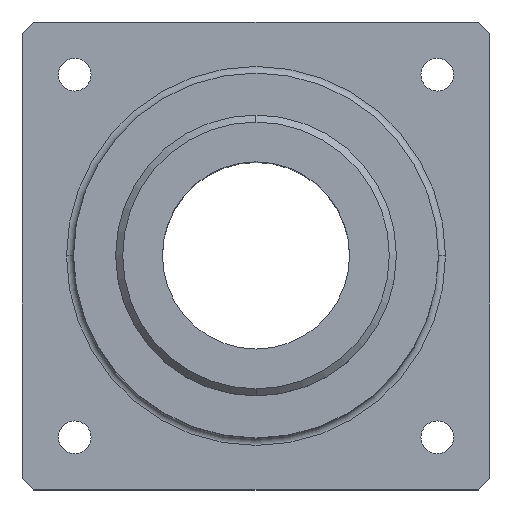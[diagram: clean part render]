
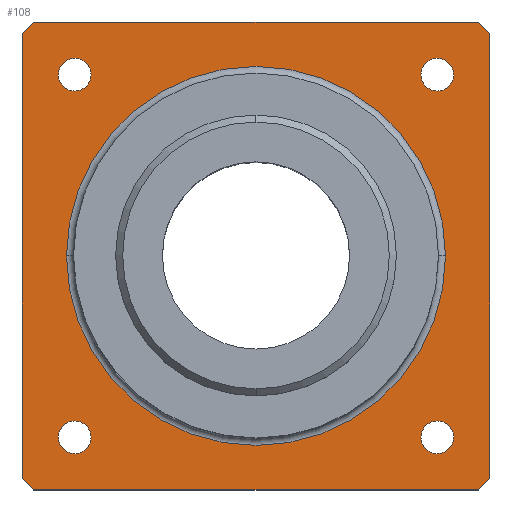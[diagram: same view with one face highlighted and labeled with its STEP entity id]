
A CAD part, top view. The second image highlights one B-rep face of the part: STEP entity #108.
In plain terms, the highlighted planar face has unit normal (0, 0, 1).
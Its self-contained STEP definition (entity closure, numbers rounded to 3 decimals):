
#108 = ADVANCED_FACE( '', ( #180, #181, #182, #183, #184, #185 ), #186, .T. );
#180 = FACE_BOUND( '', #263, .T. );
#181 = FACE_OUTER_BOUND( '', #264, .T. );
#182 = FACE_BOUND( '', #265, .T. );
#183 = FACE_BOUND( '', #266, .T. );
#184 = FACE_BOUND( '', #267, .T. );
#185 = FACE_BOUND( '', #268, .T. );
#186 = PLANE( '', #269 );
#263 = EDGE_LOOP( '', ( #513, #514, #515 ) );
#264 = EDGE_LOOP( '', ( #516, #517, #518, #519, #520, #521, #522, #523 ) );
#265 = EDGE_LOOP( '', ( #524, #525 ) );
#266 = EDGE_LOOP( '', ( #526, #527 ) );
#267 = EDGE_LOOP( '', ( #528, #529 ) );
#268 = EDGE_LOOP( '', ( #530, #531 ) );
#269 = AXIS2_PLACEMENT_3D( '', #532, #533, #534 );
#513 = ORIENTED_EDGE( '', *, *, #605, .T. );
#514 = ORIENTED_EDGE( '', *, *, #585, .T. );
#515 = ORIENTED_EDGE( '', *, *, #606, .T. );
#516 = ORIENTED_EDGE( '', *, *, #619, .F. );
#517 = ORIENTED_EDGE( '', *, *, #641, .F. );
#518 = ORIENTED_EDGE( '', *, *, #638, .F. );
#519 = ORIENTED_EDGE( '', *, *, #635, .F. );
#520 = ORIENTED_EDGE( '', *, *, #632, .F. );
#521 = ORIENTED_EDGE( '', *, *, #629, .F. );
#522 = ORIENTED_EDGE( '', *, *, #626, .F. );
#523 = ORIENTED_EDGE( '', *, *, #623, .F. );
#524 = ORIENTED_EDGE( '', *, *, #617, .F. );
#525 = ORIENTED_EDGE( '', *, *, #559, .F. );
#526 = ORIENTED_EDGE( '', *, *, #615, .F. );
#527 = ORIENTED_EDGE( '', *, *, #563, .F. );
#528 = ORIENTED_EDGE( '', *, *, #613, .F. );
#529 = ORIENTED_EDGE( '', *, *, #567, .F. );
#530 = ORIENTED_EDGE( '', *, *, #611, .F. );
#531 = ORIENTED_EDGE( '', *, *, #571, .F. );
#532 = CARTESIAN_POINT( '', ( 0., 0., 26. ) );
#533 = DIRECTION( '', ( 0., 0., 1. ) );
#534 = DIRECTION( '', ( 1., 0., 0. ) );
#559 = EDGE_CURVE( '', #648, #644, #650, .T. );
#563 = EDGE_CURVE( '', #656, #652, #658, .T. );
#567 = EDGE_CURVE( '', #664, #660, #666, .T. );
#571 = EDGE_CURVE( '', #672, #668, #674, .T. );
#585 = EDGE_CURVE( '', #700, #698, #701, .T. );
#605 = EDGE_CURVE( '', #732, #700, #733, .T. );
#606 = EDGE_CURVE( '', #698, #732, #734, .T. );
#611 = EDGE_CURVE( '', #668, #672, #739, .T. );
#613 = EDGE_CURVE( '', #660, #664, #741, .T. );
#615 = EDGE_CURVE( '', #652, #656, #743, .T. );
#617 = EDGE_CURVE( '', #644, #648, #745, .T. );
#619 = EDGE_CURVE( '', #747, #748, #749, .T. );
#623 = EDGE_CURVE( '', #748, #755, #756, .T. );
#626 = EDGE_CURVE( '', #755, #760, #761, .T. );
#629 = EDGE_CURVE( '', #760, #765, #766, .T. );
#632 = EDGE_CURVE( '', #765, #770, #771, .T. );
#635 = EDGE_CURVE( '', #770, #775, #776, .T. );
#638 = EDGE_CURVE( '', #775, #780, #781, .T. );
#641 = EDGE_CURVE( '', #780, #747, #785, .T. );
#644 = VERTEX_POINT( '', #788 );
#648 = VERTEX_POINT( '', #793 );
#650 = CIRCLE( '', #796, 7. );
#652 = VERTEX_POINT( '', #798 );
#656 = VERTEX_POINT( '', #803 );
#658 = CIRCLE( '', #806, 7. );
#660 = VERTEX_POINT( '', #808 );
#664 = VERTEX_POINT( '', #813 );
#666 = CIRCLE( '', #816, 7. );
#668 = VERTEX_POINT( '', #818 );
#672 = VERTEX_POINT( '', #823 );
#674 = CIRCLE( '', #826, 7. );
#698 = VERTEX_POINT( '', #856 );
#700 = VERTEX_POINT( '', #858 );
#701 = CIRCLE( '', #859, 81. );
#732 = VERTEX_POINT( '', #896 );
#733 = CIRCLE( '', #897, 81. );
#734 = CIRCLE( '', #898, 81. );
#739 = CIRCLE( '', #903, 7. );
#741 = CIRCLE( '', #905, 7. );
#743 = CIRCLE( '', #907, 7. );
#745 = CIRCLE( '', #909, 7. );
#747 = VERTEX_POINT( '', #911 );
#748 = VERTEX_POINT( '', #912 );
#749 = LINE( '', #913, #914 );
#755 = VERTEX_POINT( '', #923 );
#756 = LINE( '', #924, #925 );
#760 = VERTEX_POINT( '', #931 );
#761 = LINE( '', #932, #933 );
#765 = VERTEX_POINT( '', #939 );
#766 = LINE( '', #940, #941 );
#770 = VERTEX_POINT( '', #947 );
#771 = LINE( '', #948, #949 );
#775 = VERTEX_POINT( '', #955 );
#776 = LINE( '', #956, #957 );
#780 = VERTEX_POINT( '', #963 );
#781 = LINE( '', #964, #965 );
#785 = LINE( '', #971, #972 );
#788 = CARTESIAN_POINT( '', ( 84.5, 177.5, 26. ) );
#793 = CARTESIAN_POINT( '', ( 70.5, 177.5, 26. ) );
#796 = AXIS2_PLACEMENT_3D( '', #980, #981, #982 );
#798 = CARTESIAN_POINT( '', ( 84.5, 22.5, 26. ) );
#803 = CARTESIAN_POINT( '', ( 70.5, 22.5, 26. ) );
#806 = AXIS2_PLACEMENT_3D( '', #988, #989, #990 );
#808 = CARTESIAN_POINT( '', ( -70.5, 177.5, 26. ) );
#813 = CARTESIAN_POINT( '', ( -84.5, 177.5, 26. ) );
#816 = AXIS2_PLACEMENT_3D( '', #996, #997, #998 );
#818 = CARTESIAN_POINT( '', ( -70.5, 22.5, 26. ) );
#823 = CARTESIAN_POINT( '', ( -84.5, 22.5, 26. ) );
#826 = AXIS2_PLACEMENT_3D( '', #1004, #1005, #1006 );
#856 = CARTESIAN_POINT( '', ( -81., 100., 26. ) );
#858 = CARTESIAN_POINT( '', ( 81., 100., 26. ) );
#859 = AXIS2_PLACEMENT_3D( '', #1034, #1035, #1036 );
#896 = CARTESIAN_POINT( '', ( 0., 181., 26. ) );
#897 = AXIS2_PLACEMENT_3D( '', #1082, #1083, #1084 );
#898 = AXIS2_PLACEMENT_3D( '', #1085, #1086, #1087 );
#903 = AXIS2_PLACEMENT_3D( '', #1100, #1101, #1102 );
#905 = AXIS2_PLACEMENT_3D( '', #1106, #1107, #1108 );
#907 = AXIS2_PLACEMENT_3D( '', #1112, #1113, #1114 );
#909 = AXIS2_PLACEMENT_3D( '', #1118, #1119, #1120 );
#911 = CARTESIAN_POINT( '', ( -100., 195., 26. ) );
#912 = CARTESIAN_POINT( '', ( -95., 200., 26. ) );
#913 = CARTESIAN_POINT( '', ( -95., 200., 26. ) );
#914 = VECTOR( '', #1124, 1. );
#923 = CARTESIAN_POINT( '', ( 95., 200., 26. ) );
#924 = CARTESIAN_POINT( '', ( 95., 200., 26. ) );
#925 = VECTOR( '', #1128, 1. );
#931 = CARTESIAN_POINT( '', ( 100., 195., 26. ) );
#932 = CARTESIAN_POINT( '', ( 100., 195., 26. ) );
#933 = VECTOR( '', #1131, 1. );
#939 = CARTESIAN_POINT( '', ( 100., 5., 26. ) );
#940 = CARTESIAN_POINT( '', ( 100., 5., 26. ) );
#941 = VECTOR( '', #1134, 1. );
#947 = CARTESIAN_POINT( '', ( 95., 0., 26. ) );
#948 = CARTESIAN_POINT( '', ( 95., 0., 26. ) );
#949 = VECTOR( '', #1137, 1. );
#955 = CARTESIAN_POINT( '', ( -95., 0., 26. ) );
#956 = CARTESIAN_POINT( '', ( -95., 0., 26. ) );
#957 = VECTOR( '', #1140, 1. );
#963 = CARTESIAN_POINT( '', ( -100., 5., 26. ) );
#964 = CARTESIAN_POINT( '', ( -100., 5., 26. ) );
#965 = VECTOR( '', #1143, 1. );
#971 = CARTESIAN_POINT( '', ( -100., 195., 26. ) );
#972 = VECTOR( '', #1146, 1. );
#980 = CARTESIAN_POINT( '', ( 77.5, 177.5, 26. ) );
#981 = DIRECTION( '', ( 0., 0., 1. ) );
#982 = DIRECTION( '', ( 1., 0., 0. ) );
#988 = CARTESIAN_POINT( '', ( 77.5, 22.5, 26. ) );
#989 = DIRECTION( '', ( 0., 0., 1. ) );
#990 = DIRECTION( '', ( 1., 0., 0. ) );
#996 = CARTESIAN_POINT( '', ( -77.5, 177.5, 26. ) );
#997 = DIRECTION( '', ( 0., 0., 1. ) );
#998 = DIRECTION( '', ( 1., 0., 0. ) );
#1004 = CARTESIAN_POINT( '', ( -77.5, 22.5, 26. ) );
#1005 = DIRECTION( '', ( 0., 0., 1. ) );
#1006 = DIRECTION( '', ( 1., 0., 0. ) );
#1034 = CARTESIAN_POINT( '', ( 0., 100., 26. ) );
#1035 = DIRECTION( '', ( 0., 0., -1. ) );
#1036 = DIRECTION( '', ( 0., 1., 0. ) );
#1082 = CARTESIAN_POINT( '', ( 0., 100., 26. ) );
#1083 = DIRECTION( '', ( 0., 0., -1. ) );
#1084 = DIRECTION( '', ( 0., 1., 0. ) );
#1085 = CARTESIAN_POINT( '', ( 0., 100., 26. ) );
#1086 = DIRECTION( '', ( 0., 0., -1. ) );
#1087 = DIRECTION( '', ( 0., 1., 0. ) );
#1100 = CARTESIAN_POINT( '', ( -77.5, 22.5, 26. ) );
#1101 = DIRECTION( '', ( 0., 0., 1. ) );
#1102 = DIRECTION( '', ( 1., 0., 0. ) );
#1106 = CARTESIAN_POINT( '', ( -77.5, 177.5, 26. ) );
#1107 = DIRECTION( '', ( 0., 0., 1. ) );
#1108 = DIRECTION( '', ( 1., 0., 0. ) );
#1112 = CARTESIAN_POINT( '', ( 77.5, 22.5, 26. ) );
#1113 = DIRECTION( '', ( 0., 0., 1. ) );
#1114 = DIRECTION( '', ( 1., 0., 0. ) );
#1118 = CARTESIAN_POINT( '', ( 77.5, 177.5, 26. ) );
#1119 = DIRECTION( '', ( 0., 0., 1. ) );
#1120 = DIRECTION( '', ( 1., 0., 0. ) );
#1124 = DIRECTION( '', ( 0.707, 0.707, 0. ) );
#1128 = DIRECTION( '', ( 1., 0., 0. ) );
#1131 = DIRECTION( '', ( 0.707, -0.707, 0. ) );
#1134 = DIRECTION( '', ( 0., -1., 0. ) );
#1137 = DIRECTION( '', ( -0.707, -0.707, 0. ) );
#1140 = DIRECTION( '', ( -1., 0., 0. ) );
#1143 = DIRECTION( '', ( -0.707, 0.707, 0. ) );
#1146 = DIRECTION( '', ( 0., 1., 0. ) );
